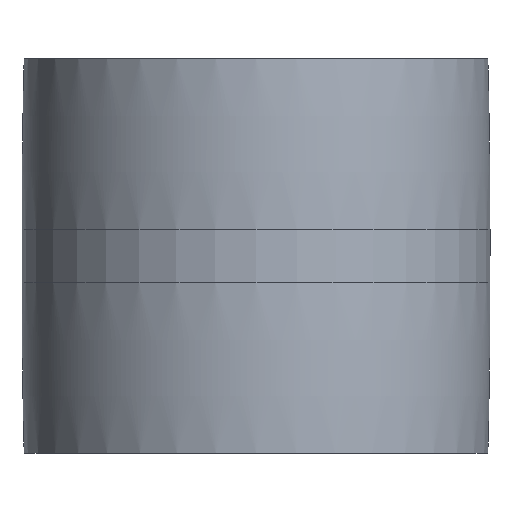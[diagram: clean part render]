
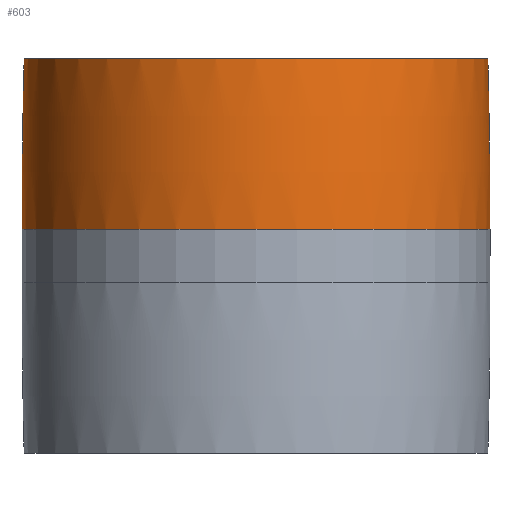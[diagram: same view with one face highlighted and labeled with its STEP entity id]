
A CAD part, front view. The second image highlights one B-rep face of the part: STEP entity #603.
In plain terms, the highlighted toroidal (fillet/blend) face has major radius 3051.43 mm and minor radius 3160.62 mm.
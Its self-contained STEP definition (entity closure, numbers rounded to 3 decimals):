
#1 = EDGE_LOOP ( 'NONE', ( #24, #712, #673, #917 ) ) ;
#23 = DIRECTION ( 'NONE',  ( 1., 0., 0. ) ) ;
#24 = ORIENTED_EDGE ( 'NONE', *, *, #32, .F. ) ;
#32 = EDGE_CURVE ( 'NONE', #543, #181, #829, .T. ) ;
#49 = DIRECTION ( 'NONE',  ( 0., 0., -1. ) ) ;
#51 = DIRECTION ( 'NONE',  ( 1., 0., 0. ) ) ;
#77 = CIRCLE ( 'NONE', #772, 3160.625 ) ;
#120 = EDGE_CURVE ( 'NONE', #543, #680, #361, .T. ) ;
#126 = CARTESIAN_POINT ( 'NONE',  ( -3051.425, 0., 12.5 ) ) ;
#144 = EDGE_CURVE ( 'NONE', #680, #364, #77, .T. ) ;
#181 = VERTEX_POINT ( 'NONE', #424 ) ;
#186 = DIRECTION ( 'NONE',  ( 1., 0., 0. ) ) ;
#194 = CIRCLE ( 'NONE', #269, 108.2 ) ;
#216 = AXIS2_PLACEMENT_3D ( 'NONE', #910, #826, #23 ) ;
#226 = FACE_OUTER_BOUND ( 'NONE', #1, .T. ) ;
#269 = AXIS2_PLACEMENT_3D ( 'NONE', #850, #412, #51 ) ;
#282 = AXIS2_PLACEMENT_3D ( 'NONE', #932, #559, #186 ) ;
#309 = CARTESIAN_POINT ( 'NONE',  ( 108.2, 0., 92. ) ) ;
#359 = DIRECTION ( 'NONE',  ( 0., 1., 0. ) ) ;
#361 = CIRCLE ( 'NONE', #282, 109.2 ) ;
#364 = VERTEX_POINT ( 'NONE', #309 ) ;
#412 = DIRECTION ( 'NONE',  ( 0., 0., 1. ) ) ;
#422 = CARTESIAN_POINT ( 'NONE',  ( 109.2, 0., 12.5 ) ) ;
#424 = CARTESIAN_POINT ( 'NONE',  ( -108.2, 0., 92. ) ) ;
#543 = VERTEX_POINT ( 'NONE', #697 ) ;
#559 = DIRECTION ( 'NONE',  ( 0., 0., 1. ) ) ;
#577 = DIRECTION ( 'NONE',  ( -1., 0., 0. ) ) ;
#603 = ADVANCED_FACE ( 'NONE', ( #226 ), #690, .T. ) ;
#639 = EDGE_CURVE ( 'NONE', #181, #364, #194, .T. ) ;
#673 = ORIENTED_EDGE ( 'NONE', *, *, #144, .T. ) ;
#680 = VERTEX_POINT ( 'NONE', #422 ) ;
#690 = TOROIDAL_SURFACE ( 'NONE', #216, -3051.425, 3160.625 ) ;
#693 = AXIS2_PLACEMENT_3D ( 'NONE', #883, #359, #577 ) ;
#697 = CARTESIAN_POINT ( 'NONE',  ( -109.2, 0., 12.5 ) ) ;
#712 = ORIENTED_EDGE ( 'NONE', *, *, #120, .T. ) ;
#717 = DIRECTION ( 'NONE',  ( 0., -1., 0. ) ) ;
#772 = AXIS2_PLACEMENT_3D ( 'NONE', #126, #717, #49 ) ;
#826 = DIRECTION ( 'NONE',  ( 0., 0., 1. ) ) ;
#829 = CIRCLE ( 'NONE', #693, 3160.625 ) ;
#850 = CARTESIAN_POINT ( 'NONE',  ( 0., 0., 92. ) ) ;
#883 = CARTESIAN_POINT ( 'NONE',  ( 3051.425, 0., 12.5 ) ) ;
#910 = CARTESIAN_POINT ( 'NONE',  ( 0., 0., 12.5 ) ) ;
#917 = ORIENTED_EDGE ( 'NONE', *, *, #639, .F. ) ;
#932 = CARTESIAN_POINT ( 'NONE',  ( 0., 0., 12.5 ) ) ;
